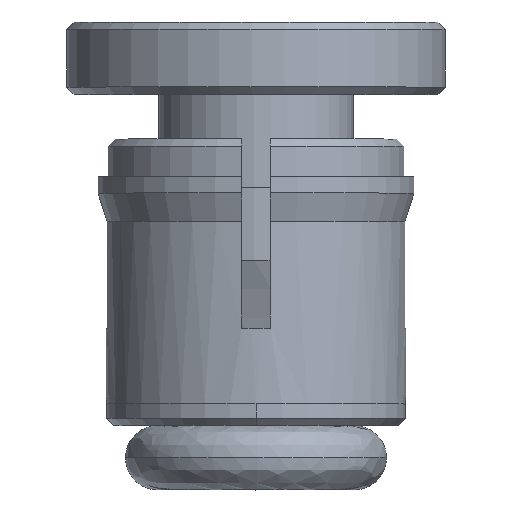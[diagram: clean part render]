
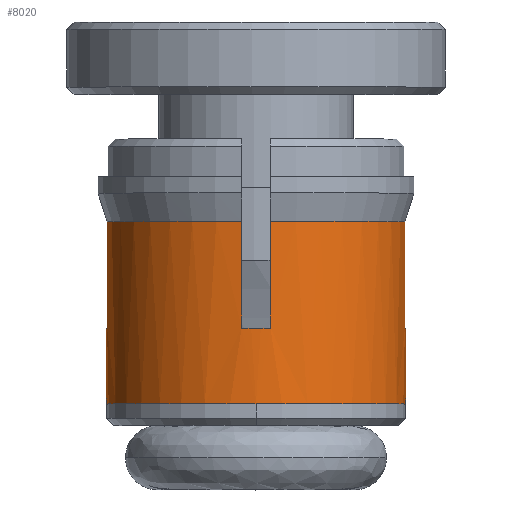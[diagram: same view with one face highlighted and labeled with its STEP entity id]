
A CAD part, top view. The second image highlights one B-rep face of the part: STEP entity #8020.
In plain terms, the highlighted cylindrical face has radius 4.15 mm (diameter 8.3 mm), a partial arc.
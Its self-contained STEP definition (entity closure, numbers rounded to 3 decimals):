
#70 = CARTESIAN_POINT ( 'NONE',  ( 0.4, 4.48, 4.131 ) ) ;
#80 = VERTEX_POINT ( 'NONE', #11163 ) ;
#184 = DIRECTION ( 'NONE',  ( 0., 1., 0. ) ) ;
#186 = EDGE_CURVE ( 'NONE', #409, #411, #1321, .T. ) ;
#271 = CARTESIAN_POINT ( 'NONE',  ( -0.4, 7.44, 4.131 ) ) ;
#383 = VECTOR ( 'NONE', #2553, 1000. ) ;
#398 = DIRECTION ( 'NONE',  ( 0., -1., 0. ) ) ;
#409 = VERTEX_POINT ( 'NONE', #2033 ) ;
#411 = VERTEX_POINT ( 'NONE', #8456 ) ;
#464 = DIRECTION ( 'NONE',  ( 0., 1., 0. ) ) ;
#545 = AXIS2_PLACEMENT_3D ( 'NONE', #9008, #3475, #9936 ) ;
#582 = ORIENTED_EDGE ( 'NONE', *, *, #10624, .F. ) ;
#657 = DIRECTION ( 'NONE',  ( 0., -1., 0. ) ) ;
#737 = ORIENTED_EDGE ( 'NONE', *, *, #4481, .T. ) ;
#1034 = CARTESIAN_POINT ( 'NONE',  ( -4.15, 2.38, 0. ) ) ;
#1038 = CARTESIAN_POINT ( 'NONE',  ( -4.131, 7.44, 0.4 ) ) ;
#1091 = CARTESIAN_POINT ( 'NONE',  ( 0., 7.44, 0. ) ) ;
#1321 = CIRCLE ( 'NONE', #6293, 4.15 ) ;
#1434 = DIRECTION ( 'NONE',  ( 0., 1., 0. ) ) ;
#1464 = VERTEX_POINT ( 'NONE', #5913 ) ;
#1603 = EDGE_CURVE ( 'NONE', #80, #6437, #5595, .T. ) ;
#1682 = CIRCLE ( 'NONE', #11634, 4.15 ) ;
#2003 = DIRECTION ( 'NONE',  ( -1., 0., 0. ) ) ;
#2033 = CARTESIAN_POINT ( 'NONE',  ( 4.131, 7.44, 0.4 ) ) ;
#2071 = EDGE_LOOP ( 'NONE', ( #10257, #11273, #737, #7420, #6498, #9773, #9017, #7430, #9917, #9945, #6759, #582 ) ) ;
#2135 = CIRCLE ( 'NONE', #545, 4.15 ) ;
#2372 = CIRCLE ( 'NONE', #10261, 4.15 ) ;
#2553 = DIRECTION ( 'NONE',  ( 0., -1., 0. ) ) ;
#2705 = CARTESIAN_POINT ( 'NONE',  ( 0.4, 5.382, 4.131 ) ) ;
#2794 = CARTESIAN_POINT ( 'NONE',  ( -4.15, 5.382, 0. ) ) ;
#2801 = LINE ( 'NONE', #9884, #383 ) ;
#2919 = VERTEX_POINT ( 'NONE', #1034 ) ;
#3153 = CARTESIAN_POINT ( 'NONE',  ( -0.4, 5.382, 4.131 ) ) ;
#3475 = DIRECTION ( 'NONE',  ( 0., -1., 0. ) ) ;
#3543 = VECTOR ( 'NONE', #5335, 1000. ) ;
#3924 = EDGE_CURVE ( 'NONE', #9662, #7049, #1682, .T. ) ;
#4036 = EDGE_CURVE ( 'NONE', #10958, #409, #6974, .T. ) ;
#4040 = CARTESIAN_POINT ( 'NONE',  ( 0., 7.44, 0. ) ) ;
#4119 = DIRECTION ( 'NONE',  ( -1., 0., 0. ) ) ;
#4354 = DIRECTION ( 'NONE',  ( 0., -1., 0. ) ) ;
#4383 = CARTESIAN_POINT ( 'NONE',  ( 4.131, 4.48, 0.4 ) ) ;
#4481 = EDGE_CURVE ( 'NONE', #1464, #10958, #2135, .T. ) ;
#4652 = LINE ( 'NONE', #3153, #9590 ) ;
#4656 = AXIS2_PLACEMENT_3D ( 'NONE', #6923, #1434, #7861 ) ;
#4713 = CARTESIAN_POINT ( 'NONE',  ( 4.15, 5.382, 0. ) ) ;
#4987 = EDGE_CURVE ( 'NONE', #6022, #9662, #4652, .T. ) ;
#5107 = EDGE_CURVE ( 'NONE', #7049, #80, #2801, .T. ) ;
#5335 = DIRECTION ( 'NONE',  ( 0., -1., 0. ) ) ;
#5508 = LINE ( 'NONE', #2794, #7694 ) ;
#5595 = CIRCLE ( 'NONE', #8312, 4.15 ) ;
#5773 = CARTESIAN_POINT ( 'NONE',  ( 4.15, 2.38, 0. ) ) ;
#5913 = CARTESIAN_POINT ( 'NONE',  ( 4.15, 4.48, 0. ) ) ;
#5938 = CARTESIAN_POINT ( 'NONE',  ( 0., 5.382, 0. ) ) ;
#6022 = VERTEX_POINT ( 'NONE', #9335 ) ;
#6135 = CARTESIAN_POINT ( 'NONE',  ( 0., 4.48, 0. ) ) ;
#6293 = AXIS2_PLACEMENT_3D ( 'NONE', #4040, #398, #8666 ) ;
#6437 = VERTEX_POINT ( 'NONE', #9645 ) ;
#6498 = ORIENTED_EDGE ( 'NONE', *, *, #186, .T. ) ;
#6535 = EDGE_CURVE ( 'NONE', #2919, #10222, #9004, .T. ) ;
#6725 = EDGE_CURVE ( 'NONE', #9570, #6022, #2372, .T. ) ;
#6759 = ORIENTED_EDGE ( 'NONE', *, *, #1603, .T. ) ;
#6791 = DIRECTION ( 'NONE',  ( 0., 1., 0. ) ) ;
#6923 = CARTESIAN_POINT ( 'NONE',  ( 0., 2.38, 0. ) ) ;
#6974 = LINE ( 'NONE', #8794, #11600 ) ;
#7049 = VERTEX_POINT ( 'NONE', #1038 ) ;
#7064 = DIRECTION ( 'NONE',  ( -1., 0., 0. ) ) ;
#7251 = VECTOR ( 'NONE', #184, 1000. ) ;
#7420 = ORIENTED_EDGE ( 'NONE', *, *, #4036, .T. ) ;
#7430 = ORIENTED_EDGE ( 'NONE', *, *, #4987, .T. ) ;
#7491 = DIRECTION ( 'NONE',  ( 0., -1., 0. ) ) ;
#7694 = VECTOR ( 'NONE', #9230, 1000. ) ;
#7792 = EDGE_CURVE ( 'NONE', #411, #9570, #10904, .T. ) ;
#7805 = AXIS2_PLACEMENT_3D ( 'NONE', #5938, #464, #4119 ) ;
#7861 = DIRECTION ( 'NONE',  ( -1., 0., 0. ) ) ;
#7870 = DIRECTION ( 'NONE',  ( 0., 1., 0. ) ) ;
#8020 = ADVANCED_FACE ( 'NONE', ( #9466 ), #8299, .T. ) ;
#8299 = CYLINDRICAL_SURFACE ( 'NONE', #7805, 4.15 ) ;
#8312 = AXIS2_PLACEMENT_3D ( 'NONE', #6135, #657, #7064 ) ;
#8456 = CARTESIAN_POINT ( 'NONE',  ( 0.4, 7.44, 4.131 ) ) ;
#8666 = DIRECTION ( 'NONE',  ( -1., 0., 0. ) ) ;
#8794 = CARTESIAN_POINT ( 'NONE',  ( 4.131, 5.382, 0.4 ) ) ;
#9004 = CIRCLE ( 'NONE', #4656, 4.15 ) ;
#9008 = CARTESIAN_POINT ( 'NONE',  ( 0., 4.48, 0. ) ) ;
#9017 = ORIENTED_EDGE ( 'NONE', *, *, #6725, .T. ) ;
#9230 = DIRECTION ( 'NONE',  ( 0., 1., 0. ) ) ;
#9335 = CARTESIAN_POINT ( 'NONE',  ( -0.4, 4.48, 4.131 ) ) ;
#9466 = FACE_OUTER_BOUND ( 'NONE', #2071, .T. ) ;
#9570 = VERTEX_POINT ( 'NONE', #70 ) ;
#9590 = VECTOR ( 'NONE', #6791, 1000. ) ;
#9645 = CARTESIAN_POINT ( 'NONE',  ( -4.15, 4.48, 0. ) ) ;
#9662 = VERTEX_POINT ( 'NONE', #271 ) ;
#9773 = ORIENTED_EDGE ( 'NONE', *, *, #7792, .T. ) ;
#9884 = CARTESIAN_POINT ( 'NONE',  ( -4.131, 5.382, 0.4 ) ) ;
#9917 = ORIENTED_EDGE ( 'NONE', *, *, #3924, .T. ) ;
#9923 = CARTESIAN_POINT ( 'NONE',  ( 0., 4.48, 0. ) ) ;
#9936 = DIRECTION ( 'NONE',  ( -1., 0., 0. ) ) ;
#9945 = ORIENTED_EDGE ( 'NONE', *, *, #5107, .T. ) ;
#10083 = EDGE_CURVE ( 'NONE', #10222, #1464, #11876, .T. ) ;
#10222 = VERTEX_POINT ( 'NONE', #5773 ) ;
#10257 = ORIENTED_EDGE ( 'NONE', *, *, #6535, .T. ) ;
#10261 = AXIS2_PLACEMENT_3D ( 'NONE', #9923, #4354, #10832 ) ;
#10624 = EDGE_CURVE ( 'NONE', #2919, #6437, #5508, .T. ) ;
#10832 = DIRECTION ( 'NONE',  ( -1., 0., 0. ) ) ;
#10904 = LINE ( 'NONE', #2705, #3543 ) ;
#10958 = VERTEX_POINT ( 'NONE', #4383 ) ;
#11163 = CARTESIAN_POINT ( 'NONE',  ( -4.131, 4.48, 0.4 ) ) ;
#11273 = ORIENTED_EDGE ( 'NONE', *, *, #10083, .T. ) ;
#11600 = VECTOR ( 'NONE', #7870, 1000. ) ;
#11634 = AXIS2_PLACEMENT_3D ( 'NONE', #1091, #7491, #2003 ) ;
#11876 = LINE ( 'NONE', #4713, #7251 ) ;
